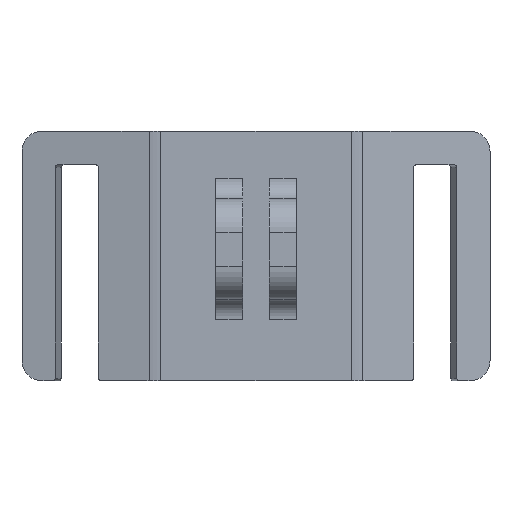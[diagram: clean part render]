
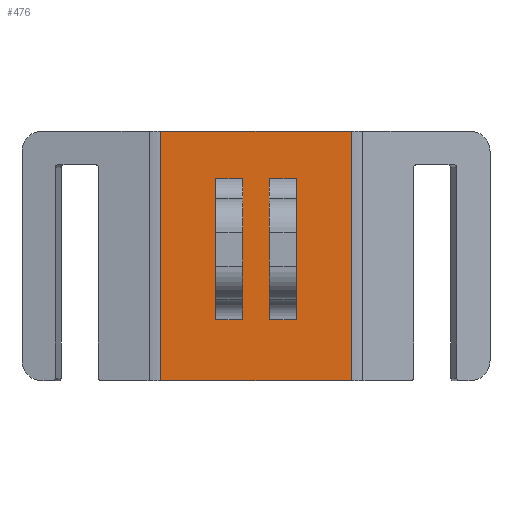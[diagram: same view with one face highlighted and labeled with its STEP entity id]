
A CAD part, front view. The second image highlights one B-rep face of the part: STEP entity #476.
In plain terms, the highlighted planar face has unit normal (0, -1, 0).
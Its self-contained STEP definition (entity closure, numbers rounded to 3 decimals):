
#4 = DIRECTION ( 'NONE',  ( 0., 0., 1. ) ) ;
#5 = VERTEX_POINT ( 'NONE', #613 ) ;
#23 = CARTESIAN_POINT ( 'NONE',  ( 0.875, 0., 0. ) ) ;
#37 = EDGE_CURVE ( 'NONE', #661, #1446, #937, .T. ) ;
#98 = EDGE_LOOP ( 'NONE', ( #1860, #1214, #1024, #1528 ) ) ;
#154 = CARTESIAN_POINT ( 'NONE',  ( 29.125, 0., 0. ) ) ;
#155 = VERTEX_POINT ( 'NONE', #753 ) ;
#218 = CARTESIAN_POINT ( 'NONE',  ( 21., 0., -27.937 ) ) ;
#222 = LINE ( 'NONE', #962, #1867 ) ;
#259 = LINE ( 'NONE', #400, #929 ) ;
#275 = ORIENTED_EDGE ( 'NONE', *, *, #1040, .T. ) ;
#279 = FACE_BOUND ( 'NONE', #98, .T. ) ;
#310 = CARTESIAN_POINT ( 'NONE',  ( 13., 0., -27.937 ) ) ;
#327 = VECTOR ( 'NONE', #1161, 1000. ) ;
#337 = DIRECTION ( 'NONE',  ( -1., 0., 0. ) ) ;
#339 = VERTEX_POINT ( 'NONE', #954 ) ;
#388 = CARTESIAN_POINT ( 'NONE',  ( 17., 0., -7.063 ) ) ;
#392 = EDGE_CURVE ( 'NONE', #155, #489, #1884, .T. ) ;
#393 = VECTOR ( 'NONE', #1748, 1000. ) ;
#400 = CARTESIAN_POINT ( 'NONE',  ( 0.875, 0., -37. ) ) ;
#401 = CARTESIAN_POINT ( 'NONE',  ( 0., 0., 0. ) ) ;
#432 = PLANE ( 'NONE',  #1010 ) ;
#458 = VERTEX_POINT ( 'NONE', #154 ) ;
#476 = ADVANCED_FACE ( 'NONE', ( #279, #1454, #863 ), #432, .F. ) ;
#488 = DIRECTION ( 'NONE',  ( 0., 0., 1. ) ) ;
#489 = VERTEX_POINT ( 'NONE', #1463 ) ;
#498 = LINE ( 'NONE', #640, #903 ) ;
#551 = CARTESIAN_POINT ( 'NONE',  ( 21., 0., -7.063 ) ) ;
#555 = ORIENTED_EDGE ( 'NONE', *, *, #37, .F. ) ;
#562 = VERTEX_POINT ( 'NONE', #23 ) ;
#571 = VECTOR ( 'NONE', #1311, 1000. ) ;
#593 = LINE ( 'NONE', #1466, #393 ) ;
#613 = CARTESIAN_POINT ( 'NONE',  ( 13., 0., -7.063 ) ) ;
#640 = CARTESIAN_POINT ( 'NONE',  ( 0., 0., -37. ) ) ;
#649 = CARTESIAN_POINT ( 'NONE',  ( 21., 0., -25. ) ) ;
#661 = VERTEX_POINT ( 'NONE', #551 ) ;
#665 = DIRECTION ( 'NONE',  ( 1., 0., 0. ) ) ;
#702 = CARTESIAN_POINT ( 'NONE',  ( 0., 0., 0. ) ) ;
#753 = CARTESIAN_POINT ( 'NONE',  ( 9., 0., -27.937 ) ) ;
#756 = VERTEX_POINT ( 'NONE', #1019 ) ;
#807 = VECTOR ( 'NONE', #851, 1000. ) ;
#827 = ORIENTED_EDGE ( 'NONE', *, *, #1775, .F. ) ;
#843 = VECTOR ( 'NONE', #997, 1000. ) ;
#847 = EDGE_CURVE ( 'NONE', #1295, #155, #1025, .T. ) ;
#851 = DIRECTION ( 'NONE',  ( 1., 0., 0. ) ) ;
#863 = FACE_BOUND ( 'NONE', #1436, .T. ) ;
#873 = DIRECTION ( 'NONE',  ( 0., 1., 0. ) ) ;
#876 = VECTOR ( 'NONE', #337, 1000. ) ;
#883 = CARTESIAN_POINT ( 'NONE',  ( 9., 0., -25. ) ) ;
#892 = ORIENTED_EDGE ( 'NONE', *, *, #1451, .F. ) ;
#903 = VECTOR ( 'NONE', #1245, 1000. ) ;
#918 = EDGE_CURVE ( 'NONE', #458, #1717, #1362, .T. ) ;
#921 = CARTESIAN_POINT ( 'NONE',  ( 13., 0., -25. ) ) ;
#927 = ORIENTED_EDGE ( 'NONE', *, *, #1169, .F. ) ;
#929 = VECTOR ( 'NONE', #1827, 1000. ) ;
#937 = LINE ( 'NONE', #944, #876 ) ;
#944 = CARTESIAN_POINT ( 'NONE',  ( 30., 0., -7.063 ) ) ;
#954 = CARTESIAN_POINT ( 'NONE',  ( 0.875, 0., -37. ) ) ;
#962 = CARTESIAN_POINT ( 'NONE',  ( 30., 0., -27.937 ) ) ;
#969 = LINE ( 'NONE', #401, #807 ) ;
#970 = EDGE_CURVE ( 'NONE', #5, #1295, #1662, .T. ) ;
#983 = EDGE_CURVE ( 'NONE', #1670, #661, #1072, .T. ) ;
#997 = DIRECTION ( 'NONE',  ( 0., 0., 1. ) ) ;
#1002 = LINE ( 'NONE', #1756, #327 ) ;
#1010 = AXIS2_PLACEMENT_3D ( 'NONE', #702, #873, #4 ) ;
#1019 = CARTESIAN_POINT ( 'NONE',  ( 17., 0., -27.937 ) ) ;
#1024 = ORIENTED_EDGE ( 'NONE', *, *, #1204, .T. ) ;
#1025 = LINE ( 'NONE', #1296, #571 ) ;
#1040 = EDGE_CURVE ( 'NONE', #339, #1717, #498, .T. ) ;
#1068 = CARTESIAN_POINT ( 'NONE',  ( 29.125, 0., -37. ) ) ;
#1072 = LINE ( 'NONE', #649, #1569 ) ;
#1073 = ORIENTED_EDGE ( 'NONE', *, *, #983, .F. ) ;
#1092 = CARTESIAN_POINT ( 'NONE',  ( 29.125, 0., -37. ) ) ;
#1161 = DIRECTION ( 'NONE',  ( 0., 0., -1. ) ) ;
#1169 = EDGE_CURVE ( 'NONE', #1446, #756, #1002, .T. ) ;
#1204 = EDGE_CURVE ( 'NONE', #489, #5, #593, .T. ) ;
#1214 = ORIENTED_EDGE ( 'NONE', *, *, #392, .T. ) ;
#1244 = ORIENTED_EDGE ( 'NONE', *, *, #918, .F. ) ;
#1245 = DIRECTION ( 'NONE',  ( 1., 0., 0. ) ) ;
#1294 = VECTOR ( 'NONE', #1780, 1000. ) ;
#1295 = VERTEX_POINT ( 'NONE', #310 ) ;
#1296 = CARTESIAN_POINT ( 'NONE',  ( 0., 0., -27.937 ) ) ;
#1311 = DIRECTION ( 'NONE',  ( -1., 0., 0. ) ) ;
#1362 = LINE ( 'NONE', #1068, #1294 ) ;
#1374 = EDGE_LOOP ( 'NONE', ( #827, #1534, #275, #1244 ) ) ;
#1436 = EDGE_LOOP ( 'NONE', ( #892, #927, #555, #1073 ) ) ;
#1446 = VERTEX_POINT ( 'NONE', #388 ) ;
#1451 = EDGE_CURVE ( 'NONE', #756, #1670, #222, .T. ) ;
#1454 = FACE_OUTER_BOUND ( 'NONE', #1374, .T. ) ;
#1463 = CARTESIAN_POINT ( 'NONE',  ( 9., 0., -7.063 ) ) ;
#1466 = CARTESIAN_POINT ( 'NONE',  ( 0., 0., -7.063 ) ) ;
#1511 = DIRECTION ( 'NONE',  ( 0., 0., -1. ) ) ;
#1528 = ORIENTED_EDGE ( 'NONE', *, *, #970, .T. ) ;
#1534 = ORIENTED_EDGE ( 'NONE', *, *, #1545, .T. ) ;
#1545 = EDGE_CURVE ( 'NONE', #562, #339, #259, .T. ) ;
#1569 = VECTOR ( 'NONE', #488, 1000. ) ;
#1662 = LINE ( 'NONE', #921, #1815 ) ;
#1670 = VERTEX_POINT ( 'NONE', #218 ) ;
#1717 = VERTEX_POINT ( 'NONE', #1092 ) ;
#1748 = DIRECTION ( 'NONE',  ( 1., 0., 0. ) ) ;
#1756 = CARTESIAN_POINT ( 'NONE',  ( 17., 0., -25. ) ) ;
#1775 = EDGE_CURVE ( 'NONE', #562, #458, #969, .T. ) ;
#1780 = DIRECTION ( 'NONE',  ( 0., 0., -1. ) ) ;
#1815 = VECTOR ( 'NONE', #1511, 1000. ) ;
#1827 = DIRECTION ( 'NONE',  ( 0., 0., -1. ) ) ;
#1860 = ORIENTED_EDGE ( 'NONE', *, *, #847, .T. ) ;
#1867 = VECTOR ( 'NONE', #665, 1000. ) ;
#1884 = LINE ( 'NONE', #883, #843 ) ;
